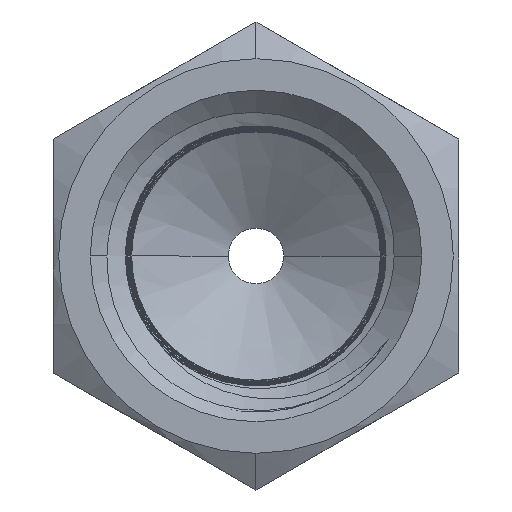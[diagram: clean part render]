
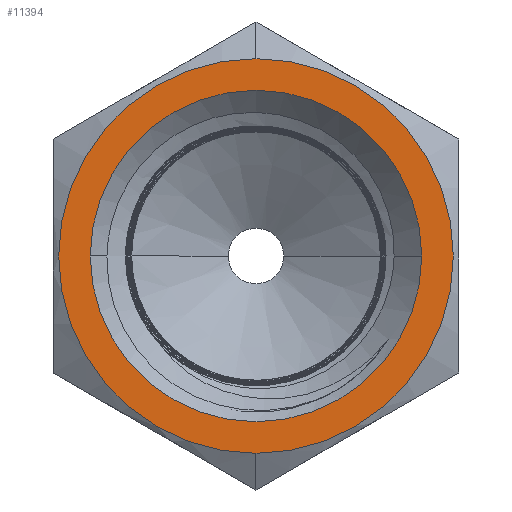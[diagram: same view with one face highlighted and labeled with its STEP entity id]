
A CAD part, front view. The second image highlights one B-rep face of the part: STEP entity #11394.
In plain terms, the highlighted planar face has unit normal (0, -1, 0).
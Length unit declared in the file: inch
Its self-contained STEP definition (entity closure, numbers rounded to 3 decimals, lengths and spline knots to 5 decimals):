
#71 = CIRCLE ( 'NONE', #1422, 0.3345 ) ;
#210 = EDGE_CURVE ( 'NONE', #14548, #13232, #5242, .T. ) ;
#331 = DIRECTION ( 'NONE',  ( 0., 0., -1. ) ) ;
#1147 = CIRCLE ( 'NONE', #6623, 0.281 ) ;
#1228 = AXIS2_PLACEMENT_3D ( 'NONE', #14613, #6498, #14520 ) ;
#1360 = EDGE_LOOP ( 'NONE', ( #13391, #6857 ) ) ;
#1422 = AXIS2_PLACEMENT_3D ( 'NONE', #14499, #12012, #6244 ) ;
#1528 = DIRECTION ( 'NONE',  ( 0., -1., 0. ) ) ;
#1627 = ORIENTED_EDGE ( 'NONE', *, *, #5014, .T. ) ;
#2733 = CARTESIAN_POINT ( 'NONE',  ( 0., 0., 0. ) ) ;
#2775 = CARTESIAN_POINT ( 'NONE',  ( 0., 0., 0.3345 ) ) ;
#2804 = CARTESIAN_POINT ( 'NONE',  ( 0., 0., 0. ) ) ;
#3578 = PLANE ( 'NONE',  #15103 ) ;
#4756 = DIRECTION ( 'NONE',  ( 0., 0., 1. ) ) ;
#5014 = EDGE_CURVE ( 'NONE', #7116, #12767, #71, .T. ) ;
#5242 = CIRCLE ( 'NONE', #1228, 0.281 ) ;
#6109 = CARTESIAN_POINT ( 'NONE',  ( -0.281, 0., 0. ) ) ;
#6192 = DIRECTION ( 'NONE',  ( 0., -1., 0. ) ) ;
#6244 = DIRECTION ( 'NONE',  ( 0., 0., -1. ) ) ;
#6259 = EDGE_CURVE ( 'NONE', #13232, #14548, #1147, .T. ) ;
#6498 = DIRECTION ( 'NONE',  ( 0., -1., 0. ) ) ;
#6623 = AXIS2_PLACEMENT_3D ( 'NONE', #2804, #1528, #9722 ) ;
#6837 = CIRCLE ( 'NONE', #6905, 0.3345 ) ;
#6857 = ORIENTED_EDGE ( 'NONE', *, *, #210, .F. ) ;
#6905 = AXIS2_PLACEMENT_3D ( 'NONE', #2733, #6192, #331 ) ;
#6947 = ORIENTED_EDGE ( 'NONE', *, *, #7226, .T. ) ;
#7116 = VERTEX_POINT ( 'NONE', #8564 ) ;
#7226 = EDGE_CURVE ( 'NONE', #12767, #7116, #6837, .T. ) ;
#8564 = CARTESIAN_POINT ( 'NONE',  ( 0., 0., -0.3345 ) ) ;
#9722 = DIRECTION ( 'NONE',  ( 1., 0., 0. ) ) ;
#10659 = FACE_OUTER_BOUND ( 'NONE', #12753, .T. ) ;
#11393 = CARTESIAN_POINT ( 'NONE',  ( 0.281, 0., 0. ) ) ;
#11394 = ADVANCED_FACE ( 'NONE', ( #14502, #10659 ), #3578, .F. ) ;
#11777 = DIRECTION ( 'NONE',  ( 0., 1., 0. ) ) ;
#11933 = CARTESIAN_POINT ( 'NONE',  ( 0., 0., 0. ) ) ;
#12012 = DIRECTION ( 'NONE',  ( 0., -1., 0. ) ) ;
#12753 = EDGE_LOOP ( 'NONE', ( #6947, #1627 ) ) ;
#12767 = VERTEX_POINT ( 'NONE', #2775 ) ;
#13232 = VERTEX_POINT ( 'NONE', #11393 ) ;
#13391 = ORIENTED_EDGE ( 'NONE', *, *, #6259, .F. ) ;
#14499 = CARTESIAN_POINT ( 'NONE',  ( 0., 0., 0. ) ) ;
#14502 = FACE_BOUND ( 'NONE', #1360, .T. ) ;
#14520 = DIRECTION ( 'NONE',  ( 1., 0., 0. ) ) ;
#14548 = VERTEX_POINT ( 'NONE', #6109 ) ;
#14613 = CARTESIAN_POINT ( 'NONE',  ( 0., 0., 0. ) ) ;
#15103 = AXIS2_PLACEMENT_3D ( 'NONE', #11933, #11777, #4756 ) ;
